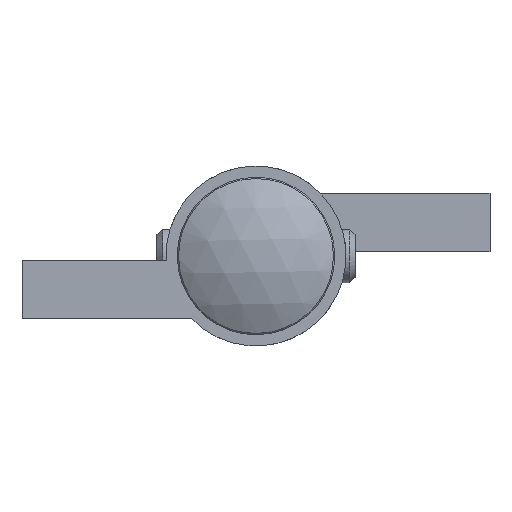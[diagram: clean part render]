
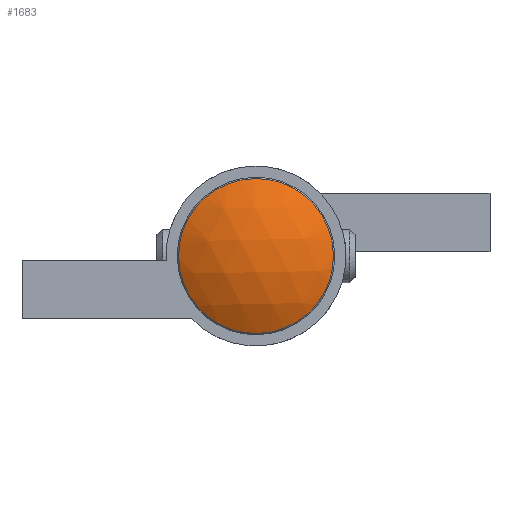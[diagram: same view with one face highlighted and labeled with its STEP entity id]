
A CAD part, front view. The second image highlights one B-rep face of the part: STEP entity #1683.
In plain terms, the highlighted spherical face has radius 16.562 mm.
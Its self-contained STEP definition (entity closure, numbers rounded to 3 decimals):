
#521=FACE_OUTER_BOUND('',#631,.T.);
#631=EDGE_LOOP('',(#1585,#1586));
#738=CIRCLE('',#2085,8.606);
#739=CIRCLE('',#2086,8.606);
#895=VERTEX_POINT('',#3314);
#896=VERTEX_POINT('',#3315);
#1124=EDGE_CURVE('',#895,#896,#738,.T.);
#1125=EDGE_CURVE('',#896,#895,#739,.T.);
#1585=ORIENTED_EDGE('',*,*,#1124,.T.);
#1586=ORIENTED_EDGE('',*,*,#1125,.T.);
#1588=SPHERICAL_SURFACE('',#2088,16.563);
#1683=ADVANCED_FACE('',(#521),#1588,.T.);
#2085=AXIS2_PLACEMENT_3D('',#3316,#2624,#2625);
#2086=AXIS2_PLACEMENT_3D('',#3317,#2626,#2627);
#2088=AXIS2_PLACEMENT_3D('',#3319,#2630,#2631);
#2624=DIRECTION('center_axis',(0.,1.,0.));
#2625=DIRECTION('ref_axis',(1.,0.,0.));
#2626=DIRECTION('center_axis',(0.,1.,0.));
#2627=DIRECTION('ref_axis',(1.,0.,0.));
#2630=DIRECTION('center_axis',(0.,0.,1.));
#2631=DIRECTION('ref_axis',(1.,0.,0.));
#3314=CARTESIAN_POINT('',(-8.606,9.589,0.));
#3315=CARTESIAN_POINT('',(0.,9.589,-8.606));
#3316=CARTESIAN_POINT('Origin',(0.,9.589,
0.));
#3317=CARTESIAN_POINT('Origin',(0.,9.589,
0.));
#3319=CARTESIAN_POINT('Origin',(0.,-4.562,
0.));
